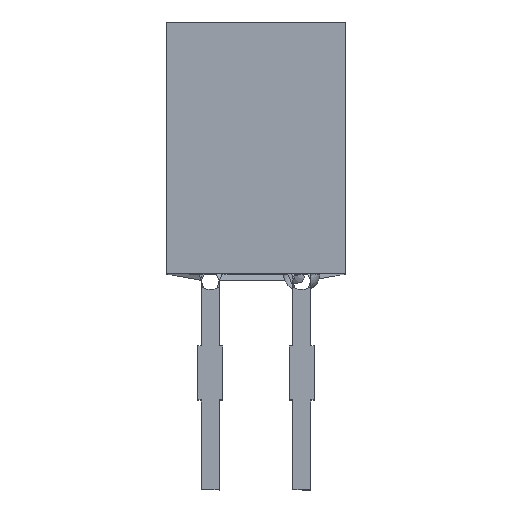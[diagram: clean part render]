
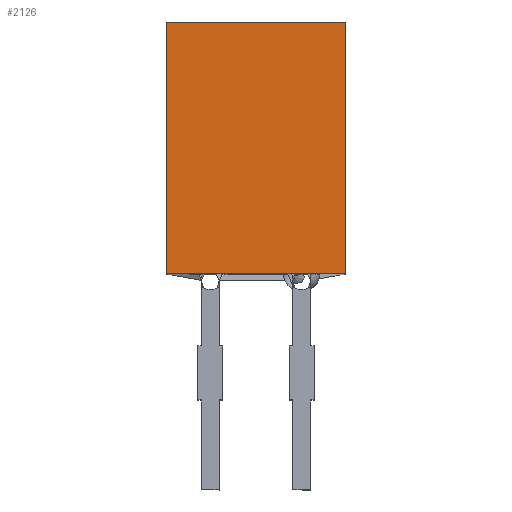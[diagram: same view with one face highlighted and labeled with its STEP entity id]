
A CAD part, top view. The second image highlights one B-rep face of the part: STEP entity #2126.
In plain terms, the highlighted planar face has unit normal (0, 0, 1).
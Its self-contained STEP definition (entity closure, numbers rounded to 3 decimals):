
#411 = PLANE('',#412);
#412 = AXIS2_PLACEMENT_3D('',#413,#414,#415);
#413 = CARTESIAN_POINT('',(0.,6.,0.));
#414 = DIRECTION('',(0.,1.,0.));
#415 = DIRECTION('',(-1.,0.,0.));
#675 = VERTEX_POINT('',#676);
#676 = CARTESIAN_POINT('',(2.5,6.,1.));
#690 = PLANE('',#691);
#691 = AXIS2_PLACEMENT_3D('',#692,#693,#694);
#692 = CARTESIAN_POINT('',(2.5,6.,1.));
#693 = DIRECTION('',(1.,0.,0.));
#694 = DIRECTION('',(0.,0.,-1.));
#702 = EDGE_CURVE('',#703,#675,#705,.T.);
#703 = VERTEX_POINT('',#704);
#704 = CARTESIAN_POINT('',(-2.5,6.,1.));
#705 = SURFACE_CURVE('',#706,(#710,#717),.PCURVE_S1.);
#706 = LINE('',#707,#708);
#707 = CARTESIAN_POINT('',(-2.5,6.,1.));
#708 = VECTOR('',#709,1.);
#709 = DIRECTION('',(1.,0.,0.));
#710 = PCURVE('',#411,#711);
#711 = DEFINITIONAL_REPRESENTATION('',(#712),#716);
#712 = LINE('',#713,#714);
#713 = CARTESIAN_POINT('',(2.5,1.));
#714 = VECTOR('',#715,1.);
#715 = DIRECTION('',(-1.,0.));
#716 = ( GEOMETRIC_REPRESENTATION_CONTEXT(2) 
PARAMETRIC_REPRESENTATION_CONTEXT() REPRESENTATION_CONTEXT('2D SPACE',''
  ) );
#717 = PCURVE('',#718,#723);
#718 = PLANE('',#719);
#719 = AXIS2_PLACEMENT_3D('',#720,#721,#722);
#720 = CARTESIAN_POINT('',(-2.5,6.,1.));
#721 = DIRECTION('',(0.,0.,1.));
#722 = DIRECTION('',(1.,0.,0.));
#723 = DEFINITIONAL_REPRESENTATION('',(#724),#728);
#724 = LINE('',#725,#726);
#725 = CARTESIAN_POINT('',(0.,0.));
#726 = VECTOR('',#727,1.);
#727 = DIRECTION('',(1.,0.));
#728 = ( GEOMETRIC_REPRESENTATION_CONTEXT(2) 
PARAMETRIC_REPRESENTATION_CONTEXT() REPRESENTATION_CONTEXT('2D SPACE',''
  ) );
#744 = PLANE('',#745);
#745 = AXIS2_PLACEMENT_3D('',#746,#747,#748);
#746 = CARTESIAN_POINT('',(-2.5,6.,-1.));
#747 = DIRECTION('',(-1.,0.,0.));
#748 = DIRECTION('',(0.,0.,1.));
#2045 = PLANE('',#2046);
#2046 = AXIS2_PLACEMENT_3D('',#2047,#2048,#2049);
#2047 = CARTESIAN_POINT('',(0.,13.,0.));
#2048 = DIRECTION('',(0.,1.,0.));
#2049 = DIRECTION('',(-1.,0.,0.));
#2084 = VERTEX_POINT('',#2085);
#2085 = CARTESIAN_POINT('',(2.5,13.,1.));
#2106 = EDGE_CURVE('',#675,#2084,#2107,.T.);
#2107 = SURFACE_CURVE('',#2108,(#2112,#2119),.PCURVE_S1.);
#2108 = LINE('',#2109,#2110);
#2109 = CARTESIAN_POINT('',(2.5,6.,1.));
#2110 = VECTOR('',#2111,1.);
#2111 = DIRECTION('',(0.,1.,0.));
#2112 = PCURVE('',#690,#2113);
#2113 = DEFINITIONAL_REPRESENTATION('',(#2114),#2118);
#2114 = LINE('',#2115,#2116);
#2115 = CARTESIAN_POINT('',(0.,0.));
#2116 = VECTOR('',#2117,1.);
#2117 = DIRECTION('',(0.,1.));
#2118 = ( GEOMETRIC_REPRESENTATION_CONTEXT(2) 
PARAMETRIC_REPRESENTATION_CONTEXT() REPRESENTATION_CONTEXT('2D SPACE',''
  ) );
#2119 = PCURVE('',#718,#2120);
#2120 = DEFINITIONAL_REPRESENTATION('',(#2121),#2125);
#2121 = LINE('',#2122,#2123);
#2122 = CARTESIAN_POINT('',(5.,0.));
#2123 = VECTOR('',#2124,1.);
#2124 = DIRECTION('',(0.,1.));
#2125 = ( GEOMETRIC_REPRESENTATION_CONTEXT(2) 
PARAMETRIC_REPRESENTATION_CONTEXT() REPRESENTATION_CONTEXT('2D SPACE',''
  ) );
#2126 = ADVANCED_FACE('',(#2127),#718,.T.);
#2127 = FACE_BOUND('',#2128,.T.);
#2128 = EDGE_LOOP('',(#2129,#2130,#2131,#2154));
#2129 = ORIENTED_EDGE('',*,*,#702,.T.);
#2130 = ORIENTED_EDGE('',*,*,#2106,.T.);
#2131 = ORIENTED_EDGE('',*,*,#2132,.F.);
#2132 = EDGE_CURVE('',#2133,#2084,#2135,.T.);
#2133 = VERTEX_POINT('',#2134);
#2134 = CARTESIAN_POINT('',(-2.5,13.,1.));
#2135 = SURFACE_CURVE('',#2136,(#2140,#2147),.PCURVE_S1.);
#2136 = LINE('',#2137,#2138);
#2137 = CARTESIAN_POINT('',(-2.5,13.,1.));
#2138 = VECTOR('',#2139,1.);
#2139 = DIRECTION('',(1.,0.,0.));
#2140 = PCURVE('',#718,#2141);
#2141 = DEFINITIONAL_REPRESENTATION('',(#2142),#2146);
#2142 = LINE('',#2143,#2144);
#2143 = CARTESIAN_POINT('',(0.,7.));
#2144 = VECTOR('',#2145,1.);
#2145 = DIRECTION('',(1.,0.));
#2146 = ( GEOMETRIC_REPRESENTATION_CONTEXT(2) 
PARAMETRIC_REPRESENTATION_CONTEXT() REPRESENTATION_CONTEXT('2D SPACE',''
  ) );
#2147 = PCURVE('',#2045,#2148);
#2148 = DEFINITIONAL_REPRESENTATION('',(#2149),#2153);
#2149 = LINE('',#2150,#2151);
#2150 = CARTESIAN_POINT('',(2.5,1.));
#2151 = VECTOR('',#2152,1.);
#2152 = DIRECTION('',(-1.,0.));
#2153 = ( GEOMETRIC_REPRESENTATION_CONTEXT(2) 
PARAMETRIC_REPRESENTATION_CONTEXT() REPRESENTATION_CONTEXT('2D SPACE',''
  ) );
#2154 = ORIENTED_EDGE('',*,*,#2155,.F.);
#2155 = EDGE_CURVE('',#703,#2133,#2156,.T.);
#2156 = SURFACE_CURVE('',#2157,(#2161,#2168),.PCURVE_S1.);
#2157 = LINE('',#2158,#2159);
#2158 = CARTESIAN_POINT('',(-2.5,6.,1.));
#2159 = VECTOR('',#2160,1.);
#2160 = DIRECTION('',(0.,1.,0.));
#2161 = PCURVE('',#718,#2162);
#2162 = DEFINITIONAL_REPRESENTATION('',(#2163),#2167);
#2163 = LINE('',#2164,#2165);
#2164 = CARTESIAN_POINT('',(0.,0.));
#2165 = VECTOR('',#2166,1.);
#2166 = DIRECTION('',(0.,1.));
#2167 = ( GEOMETRIC_REPRESENTATION_CONTEXT(2) 
PARAMETRIC_REPRESENTATION_CONTEXT() REPRESENTATION_CONTEXT('2D SPACE',''
  ) );
#2168 = PCURVE('',#744,#2169);
#2169 = DEFINITIONAL_REPRESENTATION('',(#2170),#2174);
#2170 = LINE('',#2171,#2172);
#2171 = CARTESIAN_POINT('',(2.,0.));
#2172 = VECTOR('',#2173,1.);
#2173 = DIRECTION('',(0.,1.));
#2174 = ( GEOMETRIC_REPRESENTATION_CONTEXT(2) 
PARAMETRIC_REPRESENTATION_CONTEXT() REPRESENTATION_CONTEXT('2D SPACE',''
  ) );
